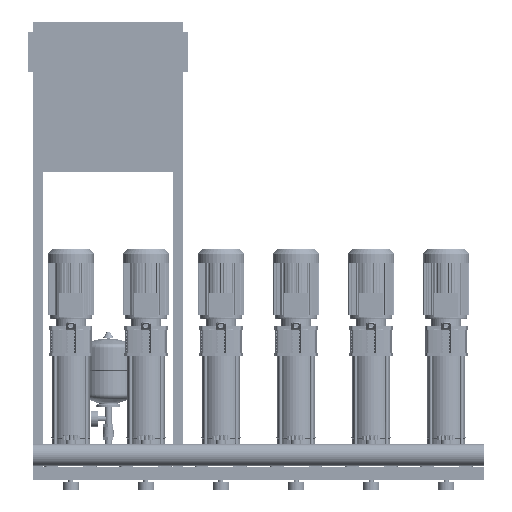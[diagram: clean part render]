
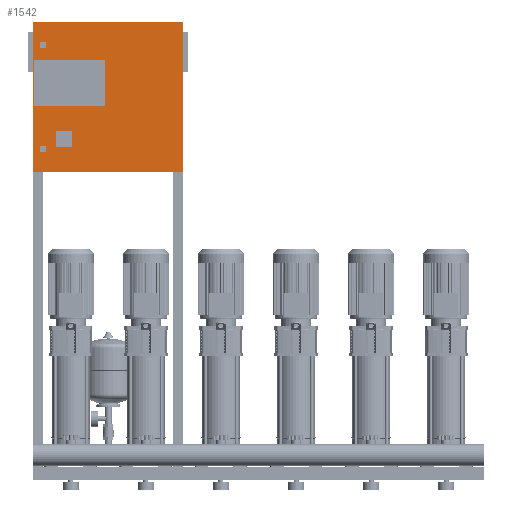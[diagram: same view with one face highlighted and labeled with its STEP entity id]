
A CAD part, front view. The second image highlights one B-rep face of the part: STEP entity #1542.
In plain terms, the highlighted planar face has unit normal (0, -1, 0).
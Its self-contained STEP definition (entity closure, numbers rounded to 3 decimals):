
#171=CARTESIAN_POINT('',(50.,-180.,1790.0));
#172=VERTEX_POINT('',#171);
#179=CARTESIAN_POINT('',(25.,-180.,1790.0));
#180=VERTEX_POINT('',#179);
#181=CARTESIAN_POINT('',(25.,-180.,1790.0));
#182=DIRECTION('',(1.0,0.0,0.0));
#183=VECTOR('',#182,25.0);
#184=LINE('',#181,#183);
#185=EDGE_CURVE('',#180,#172,#184,.T.);
#203=CARTESIAN_POINT('',(25.0,-180.,1765.0));
#204=VERTEX_POINT('',#203);
#205=CARTESIAN_POINT('',(25.0,-180.,1765.0));
#206=DIRECTION('',(0.0,0.0,1.0));
#207=VECTOR('',#206,25.0);
#208=LINE('',#205,#207);
#209=EDGE_CURVE('',#204,#180,#208,.T.);
#227=CARTESIAN_POINT('',(50.,-180.,1765.0));
#228=VERTEX_POINT('',#227);
#229=CARTESIAN_POINT('',(50.,-180.,1765.0));
#230=DIRECTION('',(-1.0,0.0,0.0));
#231=VECTOR('',#230,25.);
#232=LINE('',#229,#231);
#233=EDGE_CURVE('',#228,#204,#232,.T.);
#251=CARTESIAN_POINT('',(50.,-180.,1790.0));
#252=DIRECTION('',(0.0,0.0,-1.0));
#253=VECTOR('',#252,25.0);
#254=LINE('',#251,#253);
#255=EDGE_CURVE('',#172,#228,#254,.T.);
#672=CARTESIAN_POINT('',(2.0,-180.,1720.0));
#673=VERTEX_POINT('',#672);
#680=CARTESIAN_POINT('',(2.0,-180.,1535.0));
#681=VERTEX_POINT('',#680);
#682=CARTESIAN_POINT('',(2.0,-180.,1535.0));
#683=DIRECTION('',(0.0,0.0,1.0));
#684=VECTOR('',#683,185.0);
#685=LINE('',#682,#684);
#686=EDGE_CURVE('',#681,#673,#685,.T.);
#711=CARTESIAN_POINT('',(288.,-180.,1535.0));
#712=VERTEX_POINT('',#711);
#713=CARTESIAN_POINT('',(288.,-180.,1535.0));
#714=DIRECTION('',(-1.0,0.0,0.0));
#715=VECTOR('',#714,286.);
#716=LINE('',#713,#715);
#717=EDGE_CURVE('',#712,#681,#716,.T.);
#742=CARTESIAN_POINT('',(288.0,-180.,1720.0));
#743=VERTEX_POINT('',#742);
#744=CARTESIAN_POINT('',(288.0,-180.,1720.0));
#745=DIRECTION('',(0.0,0.0,-1.0));
#746=VECTOR('',#745,185.0);
#747=LINE('',#744,#746);
#748=EDGE_CURVE('',#743,#712,#747,.T.);
#771=CARTESIAN_POINT('',(2.0,-180.,1720.0));
#772=DIRECTION('',(1.0,0.0,0.0));
#773=VECTOR('',#772,286.0);
#774=LINE('',#771,#773);
#775=EDGE_CURVE('',#673,#743,#774,.T.);
#1210=CARTESIAN_POINT('',(0.,-180.0,1870.0));
#1211=VERTEX_POINT('',#1210);
#1218=CARTESIAN_POINT('',(600.0,-180.0,1870.0));
#1219=VERTEX_POINT('',#1218);
#1220=CARTESIAN_POINT('',(0.,-180.0,1870.0));
#1221=DIRECTION('',(1.0,0.0,0.0));
#1222=VECTOR('',#1221,600.0);
#1223=LINE('',#1220,#1222);
#1224=EDGE_CURVE('',#1211,#1219,#1223,.T.);
#1373=CARTESIAN_POINT('',(50.,-180.,1350.0));
#1374=VERTEX_POINT('',#1373);
#1381=CARTESIAN_POINT('',(50.,-180.,1375.0));
#1382=VERTEX_POINT('',#1381);
#1383=CARTESIAN_POINT('',(50.,-180.,1375.0));
#1384=DIRECTION('',(0.0,0.0,-1.0));
#1385=VECTOR('',#1384,25.0);
#1386=LINE('',#1383,#1385);
#1387=EDGE_CURVE('',#1382,#1374,#1386,.T.);
#1411=CARTESIAN_POINT('',(25.,-180.,1350.0));
#1412=VERTEX_POINT('',#1411);
#1419=CARTESIAN_POINT('',(50.,-180.,1350.0));
#1420=DIRECTION('',(-1.0,0.0,0.0));
#1421=VECTOR('',#1420,25.);
#1422=LINE('',#1419,#1421);
#1423=EDGE_CURVE('',#1374,#1412,#1422,.T.);
#1442=CARTESIAN_POINT('',(25.,-180.,1375.0));
#1443=VERTEX_POINT('',#1442);
#1450=CARTESIAN_POINT('',(25.,-180.,1350.0));
#1451=DIRECTION('',(0.0,0.0,1.0));
#1452=VECTOR('',#1451,25.0);
#1453=LINE('',#1450,#1452);
#1454=EDGE_CURVE('',#1412,#1443,#1453,.T.);
#1472=CARTESIAN_POINT('',(25.,-180.,1375.0));
#1473=DIRECTION('',(1.0,0.0,0.0));
#1474=VECTOR('',#1473,25.);
#1475=LINE('',#1472,#1474);
#1476=EDGE_CURVE('',#1443,#1382,#1475,.T.);
#1494=CARTESIAN_POINT('',(300.,-180.,1650.0));
#1495=DIRECTION('',(0.0,-1.0,0.0));
#1496=DIRECTION('',(1.0,0.0,0.0));
#1497=AXIS2_PLACEMENT_3D('',#1494,#1495,#1496);
#1498=PLANE('',#1497);
#1499=CARTESIAN_POINT('',(0.,-180.,1270.0));
#1500=VERTEX_POINT('',#1499);
#1501=CARTESIAN_POINT('',(0.,-180.,1270.0));
#1502=DIRECTION('',(0.0,0.0,1.0));
#1503=VECTOR('',#1502,600.0);
#1504=LINE('',#1501,#1503);
#1505=EDGE_CURVE('',#1500,#1211,#1504,.T.);
#1506=ORIENTED_EDGE('',*,*,#1505,.F.);
#1507=CARTESIAN_POINT('',(600.0,-180.,1270.0));
#1508=VERTEX_POINT('',#1507);
#1509=CARTESIAN_POINT('',(600.0,-180.,1270.0));
#1510=DIRECTION('',(-1.0,0.0,0.0));
#1511=VECTOR('',#1510,600.);
#1512=LINE('',#1509,#1511);
#1513=EDGE_CURVE('',#1508,#1500,#1512,.T.);
#1514=ORIENTED_EDGE('',*,*,#1513,.F.);
#1515=CARTESIAN_POINT('',(600.0,-180.0,1870.0));
#1516=DIRECTION('',(0.0,0.0,-1.0));
#1517=VECTOR('',#1516,600.0);
#1518=LINE('',#1515,#1517);
#1519=EDGE_CURVE('',#1219,#1508,#1518,.T.);
#1520=ORIENTED_EDGE('',*,*,#1519,.F.);
#1521=ORIENTED_EDGE('',*,*,#1224,.F.);
#1522=EDGE_LOOP('',(#1506,#1514,#1520,#1521));
#1523=FACE_OUTER_BOUND('',#1522,.T.);
#1524=ORIENTED_EDGE('',*,*,#185,.T.);
#1525=ORIENTED_EDGE('',*,*,#255,.T.);
#1526=ORIENTED_EDGE('',*,*,#233,.T.);
#1527=ORIENTED_EDGE('',*,*,#209,.T.);
#1528=EDGE_LOOP('',(#1524,#1525,#1526,#1527));
#1529=FACE_BOUND('',#1528,.T.);
#1530=ORIENTED_EDGE('',*,*,#686,.T.);
#1531=ORIENTED_EDGE('',*,*,#775,.T.);
#1532=ORIENTED_EDGE('',*,*,#748,.T.);
#1533=ORIENTED_EDGE('',*,*,#717,.T.);
#1534=EDGE_LOOP('',(#1530,#1531,#1532,#1533));
#1535=FACE_BOUND('',#1534,.T.);
#1536=ORIENTED_EDGE('',*,*,#1387,.T.);
#1537=ORIENTED_EDGE('',*,*,#1423,.T.);
#1538=ORIENTED_EDGE('',*,*,#1454,.T.);
#1539=ORIENTED_EDGE('',*,*,#1476,.T.);
#1540=EDGE_LOOP('',(#1536,#1537,#1538,#1539));
#1541=FACE_BOUND('',#1540,.T.);
#1542=ADVANCED_FACE('',(#1523,#1529,#1535,#1541),#1498,.T.);
